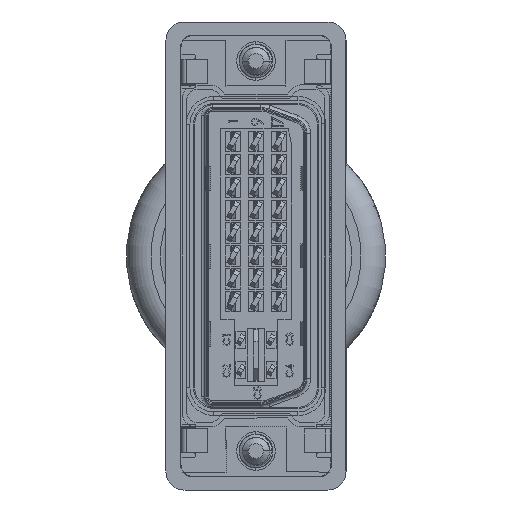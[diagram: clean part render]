
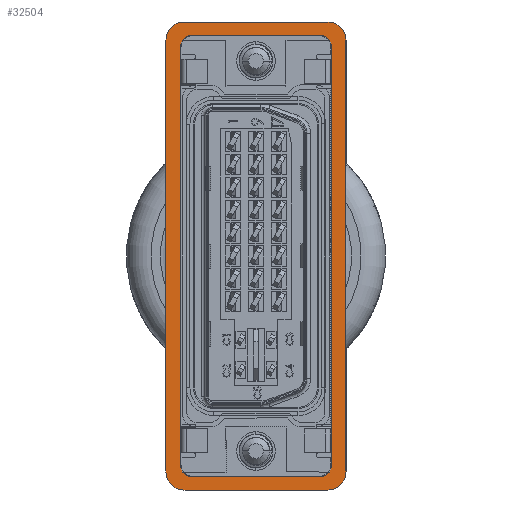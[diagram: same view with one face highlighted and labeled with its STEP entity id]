
A CAD part, left-side view. The second image highlights one B-rep face of the part: STEP entity #32504.
In plain terms, the highlighted face is planar.
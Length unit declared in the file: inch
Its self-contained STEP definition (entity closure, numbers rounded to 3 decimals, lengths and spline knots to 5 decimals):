
#748 = EDGE_CURVE ( 'NONE', #74818, #52308, #78233, .T. ) ;
#1365 = LINE ( 'NONE', #13006, #55451 ) ;
#1918 = CARTESIAN_POINT ( 'NONE',  ( -0.68504, 0.20866, 0. ) ) ;
#1991 = EDGE_CURVE ( 'NONE', #47672, #20867, #44643, .T. ) ;
#4358 = CARTESIAN_POINT ( 'NONE',  ( 0.76772, 0.29528, 0. ) ) ;
#5312 = AXIS2_PLACEMENT_3D ( 'NONE', #21548, #44370, #80328 ) ;
#5503 = VECTOR ( 'NONE', #56480, 39.37008 ) ;
#5745 = CARTESIAN_POINT ( 'NONE',  ( 0.76772, -0.23622, 0. ) ) ;
#5815 = LINE ( 'NONE', #7462, #81692 ) ;
#7462 = CARTESIAN_POINT ( 'NONE',  ( 0.72441, -0.20866, 0. ) ) ;
#8783 = VERTEX_POINT ( 'NONE', #5745 ) ;
#8947 = CIRCLE ( 'NONE', #60835, 0.03937 ) ;
#9438 = ORIENTED_EDGE ( 'NONE', *, *, #37403, .T. ) ;
#10593 = EDGE_CURVE ( 'NONE', #8783, #20217, #71688, .T. ) ;
#10949 = LINE ( 'NONE', #57242, #16681 ) ;
#11465 = EDGE_CURVE ( 'NONE', #57642, #39283, #1365, .T. ) ;
#12706 = VECTOR ( 'NONE', #71932, 39.37008 ) ;
#13006 = CARTESIAN_POINT ( 'NONE',  ( 0.52165, 0.24803, 0. ) ) ;
#13060 = CARTESIAN_POINT ( 'NONE',  ( -0.76772, 0.23622, 0. ) ) ;
#16265 = EDGE_CURVE ( 'NONE', #54945, #92077, #44120, .T. ) ;
#16328 = DIRECTION ( 'NONE',  ( -1., 0., 0. ) ) ;
#16341 = FACE_OUTER_BOUND ( 'NONE', #19602, .T. ) ;
#16505 = EDGE_CURVE ( 'NONE', #39283, #90641, #31316, .T. ) ;
#16681 = VECTOR ( 'NONE', #43066, 39.37008 ) ;
#17334 = LINE ( 'NONE', #25649, #83960 ) ;
#18327 = VERTEX_POINT ( 'NONE', #82886 ) ;
#18680 = EDGE_CURVE ( 'NONE', #44794, #20867, #65425, .T. ) ;
#19080 = ORIENTED_EDGE ( 'NONE', *, *, #18680, .T. ) ;
#19602 = EDGE_LOOP ( 'NONE', ( #23600, #9438, #83064, #32377, #30514, #26509, #35372, #19080 ) ) ;
#19885 = ORIENTED_EDGE ( 'NONE', *, *, #16505, .F. ) ;
#20217 = VERTEX_POINT ( 'NONE', #39627 ) ;
#20867 = VERTEX_POINT ( 'NONE', #66737 ) ;
#21548 = CARTESIAN_POINT ( 'NONE',  ( 0.70866, -0.23622, 0. ) ) ;
#23109 = CARTESIAN_POINT ( 'NONE',  ( -0.72441, 0.20866, 0. ) ) ;
#23321 = VERTEX_POINT ( 'NONE', #52184 ) ;
#23354 = ORIENTED_EDGE ( 'NONE', *, *, #26950, .F. ) ;
#23600 = ORIENTED_EDGE ( 'NONE', *, *, #1991, .F. ) ;
#23913 = CIRCLE ( 'NONE', #5312, 0.05906 ) ;
#24080 = EDGE_CURVE ( 'NONE', #52308, #57642, #63714, .T. ) ;
#25649 = CARTESIAN_POINT ( 'NONE',  ( 0.76772, -0.29528, 0. ) ) ;
#25965 = DIRECTION ( 'NONE',  ( 1., 0., 0. ) ) ;
#26509 = ORIENTED_EDGE ( 'NONE', *, *, #16265, .T. ) ;
#26913 = AXIS2_PLACEMENT_3D ( 'NONE', #60358, #68995, #16328 ) ;
#26935 = DIRECTION ( 'NONE',  ( 0., 0., -1. ) ) ;
#26950 = EDGE_CURVE ( 'NONE', #18327, #74818, #33108, .T. ) ;
#27136 = DIRECTION ( 'NONE',  ( 0., 0., -1. ) ) ;
#27346 = CARTESIAN_POINT ( 'NONE',  ( 0.76772, 0.29528, 0. ) ) ;
#27419 = CARTESIAN_POINT ( 'NONE',  ( -0.68504, 0.24803, 0. ) ) ;
#27616 = CARTESIAN_POINT ( 'NONE',  ( 0.70866, -0.29528, 0. ) ) ;
#27940 = VERTEX_POINT ( 'NONE', #41574 ) ;
#28113 = ORIENTED_EDGE ( 'NONE', *, *, #74211, .F. ) ;
#29810 = CARTESIAN_POINT ( 'NONE',  ( -0.70866, 0.23622, 0. ) ) ;
#30514 = ORIENTED_EDGE ( 'NONE', *, *, #64034, .F. ) ;
#31079 = CARTESIAN_POINT ( 'NONE',  ( -0.76772, -0.23622, 0. ) ) ;
#31316 = CIRCLE ( 'NONE', #63972, 0.03937 ) ;
#32377 = ORIENTED_EDGE ( 'NONE', *, *, #58916, .T. ) ;
#32504 = ADVANCED_FACE ( 'NONE', ( #77263, #16341 ), #71244, .T. ) ;
#32625 = AXIS2_PLACEMENT_3D ( 'NONE', #29810, #59399, #88562 ) ;
#33108 = CIRCLE ( 'NONE', #51937, 0.03937 ) ;
#34194 = DIRECTION ( 'NONE',  ( 1., 0., 0. ) ) ;
#34548 = DIRECTION ( 'NONE',  ( -1., 0., 0. ) ) ;
#34951 = CARTESIAN_POINT ( 'NONE',  ( -0.68504, -0.20866, 0. ) ) ;
#35372 = ORIENTED_EDGE ( 'NONE', *, *, #37591, .F. ) ;
#36262 = ORIENTED_EDGE ( 'NONE', *, *, #74257, .F. ) ;
#37403 = EDGE_CURVE ( 'NONE', #47672, #20217, #39739, .T. ) ;
#37591 = EDGE_CURVE ( 'NONE', #44794, #92077, #10949, .T. ) ;
#38094 = CARTESIAN_POINT ( 'NONE',  ( 0.72441, 0.20866, 0. ) ) ;
#39283 = VERTEX_POINT ( 'NONE', #69334 ) ;
#39627 = CARTESIAN_POINT ( 'NONE',  ( 0.76772, 0.23622, 0. ) ) ;
#39739 = CIRCLE ( 'NONE', #73944, 0.05906 ) ;
#40882 = CARTESIAN_POINT ( 'NONE',  ( -0.72441, -0.20866, 0. ) ) ;
#41167 = DIRECTION ( 'NONE',  ( 0., 0., -1. ) ) ;
#41338 = CARTESIAN_POINT ( 'NONE',  ( -0.70866, -0.29528, 0. ) ) ;
#41574 = CARTESIAN_POINT ( 'NONE',  ( 0.68504, -0.24803, 0. ) ) ;
#43066 = DIRECTION ( 'NONE',  ( 0., -1., 0. ) ) ;
#43210 = DIRECTION ( 'NONE',  ( 1., 0., 0. ) ) ;
#44120 = CIRCLE ( 'NONE', #26913, 0.05906 ) ;
#44370 = DIRECTION ( 'NONE',  ( 0., 0., -1. ) ) ;
#44643 = LINE ( 'NONE', #4358, #5503 ) ;
#44794 = VERTEX_POINT ( 'NONE', #13060 ) ;
#46786 = CARTESIAN_POINT ( 'NONE',  ( 0.52165, -0.24803, 0. ) ) ;
#47672 = VERTEX_POINT ( 'NONE', #67327 ) ;
#50136 = DIRECTION ( 'NONE',  ( -1., 0., 0. ) ) ;
#50436 = ORIENTED_EDGE ( 'NONE', *, *, #748, .F. ) ;
#51937 = AXIS2_PLACEMENT_3D ( 'NONE', #34951, #26935, #50136 ) ;
#52184 = CARTESIAN_POINT ( 'NONE',  ( 0.72441, -0.20866, 0. ) ) ;
#52308 = VERTEX_POINT ( 'NONE', #23109 ) ;
#53370 = DIRECTION ( 'NONE',  ( 1., 0., 0. ) ) ;
#53567 = CARTESIAN_POINT ( 'NONE',  ( 0.68504, -0.20866, 0. ) ) ;
#53886 = DIRECTION ( 'NONE',  ( 0., 0., -1. ) ) ;
#54320 = DIRECTION ( 'NONE',  ( 0., 0., -1. ) ) ;
#54945 = VERTEX_POINT ( 'NONE', #41338 ) ;
#55451 = VECTOR ( 'NONE', #43210, 39.37008 ) ;
#56480 = DIRECTION ( 'NONE',  ( -1., 0., 0. ) ) ;
#57242 = CARTESIAN_POINT ( 'NONE',  ( -0.76772, 0.29528, 0. ) ) ;
#57642 = VERTEX_POINT ( 'NONE', #27419 ) ;
#58818 = VERTEX_POINT ( 'NONE', #27616 ) ;
#58916 = EDGE_CURVE ( 'NONE', #8783, #58818, #23913, .T. ) ;
#59399 = DIRECTION ( 'NONE',  ( 0., 0., -1. ) ) ;
#59609 = VECTOR ( 'NONE', #90092, 39.37008 ) ;
#59668 = ORIENTED_EDGE ( 'NONE', *, *, #11465, .F. ) ;
#60358 = CARTESIAN_POINT ( 'NONE',  ( -0.70866, -0.23622, 0. ) ) ;
#60835 = AXIS2_PLACEMENT_3D ( 'NONE', #53567, #53886, #75676 ) ;
#63657 = AXIS2_PLACEMENT_3D ( 'NONE', #64186, #92066, #34548 ) ;
#63714 = CIRCLE ( 'NONE', #86732, 0.03937 ) ;
#63826 = CARTESIAN_POINT ( 'NONE',  ( 0.68504, 0.20866, 0. ) ) ;
#63972 = AXIS2_PLACEMENT_3D ( 'NONE', #63826, #27136, #34194 ) ;
#64034 = EDGE_CURVE ( 'NONE', #54945, #58818, #17334, .T. ) ;
#64186 = CARTESIAN_POINT ( 'NONE',  ( 0.76772, -0.29528, 0. ) ) ;
#64821 = EDGE_CURVE ( 'NONE', #90641, #23321, #5815, .T. ) ;
#65425 = CIRCLE ( 'NONE', #32625, 0.05906 ) ;
#66737 = CARTESIAN_POINT ( 'NONE',  ( -0.70866, 0.29528, 0. ) ) ;
#67100 = VECTOR ( 'NONE', #86167, 39.37008 ) ;
#67327 = CARTESIAN_POINT ( 'NONE',  ( 0.70866, 0.29528, 0. ) ) ;
#67593 = LINE ( 'NONE', #46786, #59609 ) ;
#68995 = DIRECTION ( 'NONE',  ( 0., 0., -1. ) ) ;
#69334 = CARTESIAN_POINT ( 'NONE',  ( 0.68504, 0.24803, 0. ) ) ;
#71244 = PLANE ( 'NONE',  #63657 ) ;
#71688 = LINE ( 'NONE', #27346, #67100 ) ;
#71932 = DIRECTION ( 'NONE',  ( 0., 1., 0. ) ) ;
#73685 = DIRECTION ( 'NONE',  ( 0., -1., 0. ) ) ;
#73944 = AXIS2_PLACEMENT_3D ( 'NONE', #77136, #41167, #91879 ) ;
#74211 = EDGE_CURVE ( 'NONE', #23321, #27940, #8947, .T. ) ;
#74257 = EDGE_CURVE ( 'NONE', #27940, #18327, #67593, .T. ) ;
#74818 = VERTEX_POINT ( 'NONE', #40882 ) ;
#75676 = DIRECTION ( 'NONE',  ( 1., 0., 0. ) ) ;
#77136 = CARTESIAN_POINT ( 'NONE',  ( 0.70866, 0.23622, 0. ) ) ;
#77263 = FACE_BOUND ( 'NONE', #87143, .T. ) ;
#78233 = LINE ( 'NONE', #78672, #12706 ) ;
#78672 = CARTESIAN_POINT ( 'NONE',  ( -0.72441, -0.20866, 0. ) ) ;
#80328 = DIRECTION ( 'NONE',  ( -1., 0., 0. ) ) ;
#81692 = VECTOR ( 'NONE', #73685, 39.37008 ) ;
#82273 = ORIENTED_EDGE ( 'NONE', *, *, #64821, .F. ) ;
#82886 = CARTESIAN_POINT ( 'NONE',  ( -0.68504, -0.24803, 0. ) ) ;
#83064 = ORIENTED_EDGE ( 'NONE', *, *, #10593, .F. ) ;
#83960 = VECTOR ( 'NONE', #25965, 39.37008 ) ;
#86167 = DIRECTION ( 'NONE',  ( 0., 1., 0. ) ) ;
#86732 = AXIS2_PLACEMENT_3D ( 'NONE', #1918, #54320, #53370 ) ;
#87143 = EDGE_LOOP ( 'NONE', ( #59668, #88491, #50436, #23354, #36262, #28113, #82273, #19885 ) ) ;
#88491 = ORIENTED_EDGE ( 'NONE', *, *, #24080, .F. ) ;
#88562 = DIRECTION ( 'NONE',  ( -1., 0., 0. ) ) ;
#90092 = DIRECTION ( 'NONE',  ( -1., 0., 0. ) ) ;
#90641 = VERTEX_POINT ( 'NONE', #38094 ) ;
#91879 = DIRECTION ( 'NONE',  ( -1., 0., 0. ) ) ;
#92066 = DIRECTION ( 'NONE',  ( 0., 0., -1. ) ) ;
#92077 = VERTEX_POINT ( 'NONE', #31079 ) ;
